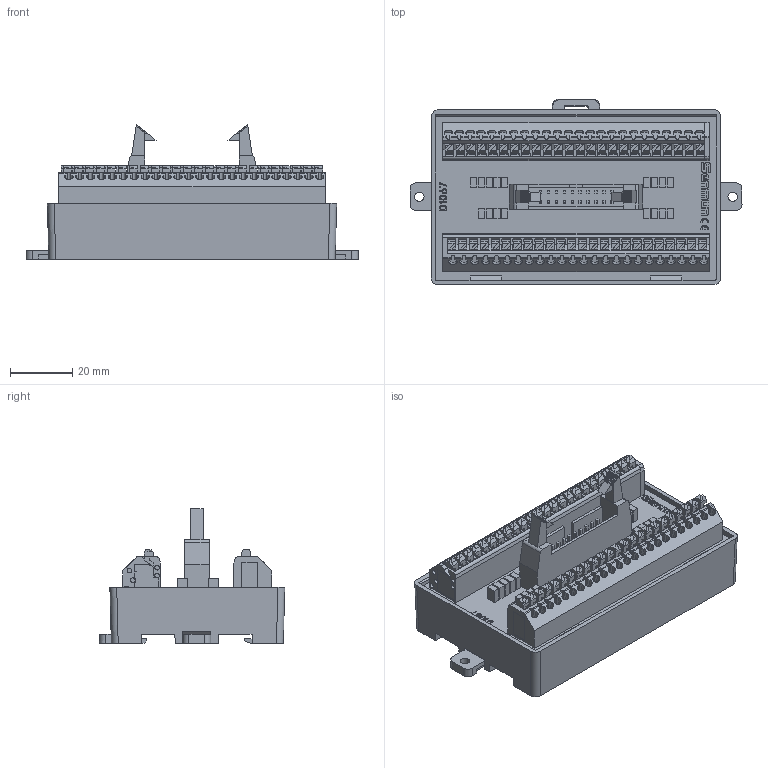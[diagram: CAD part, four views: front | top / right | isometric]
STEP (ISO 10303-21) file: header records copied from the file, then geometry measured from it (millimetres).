
FILE_DESCRIPTION(/* description */ (''),/* implementation_level */ '2;1');
FILE_NAME(/* name */ 'D1067-E.stp',/* time_stamp */ '2024-08-13T15:15:37+08:00',/* author */ (''),/* organization */ (''),/* preprocessor_version */ 'ST-DEVELOPER v14',/* originating_system */ 'SIEMENS PLM Software NX 8.0',/* authorisation */ '');
FILE_SCHEMA (('AUTOMOTIVE_DESIGN { 1 0 10303 214 3 1 1 1 }'));
Products named in the file (1): D1067-E 3D_stp
Bounding box: 106.5 x 59.51 x 43.25 mm (x, y, z)
Volume: 100925.6 mm3; surface area: 34929 mm2
Topology: 3 solids, 21 shells, 2942 faces, 8361 edges, 5534 vertices
Faces by surface type: plane 2479, cylinder 439, extrusion 18, cone 4, bspline 2
Full cylindrical faces by diameter (mm): 1.497 x12, 3 x2
Entity records: 96714 total; most frequent: CARTESIAN_POINT 17480, ORIENTED_EDGE 16672, DIRECTION 15144, EDGE_CURVE 8336, VECTOR 7378, LINE 7360, VERTEX_POINT 5534, AXIS2_PLACEMENT_3D 3883
